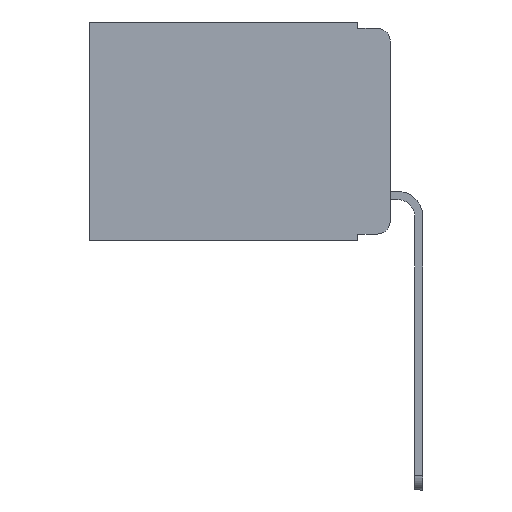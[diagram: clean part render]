
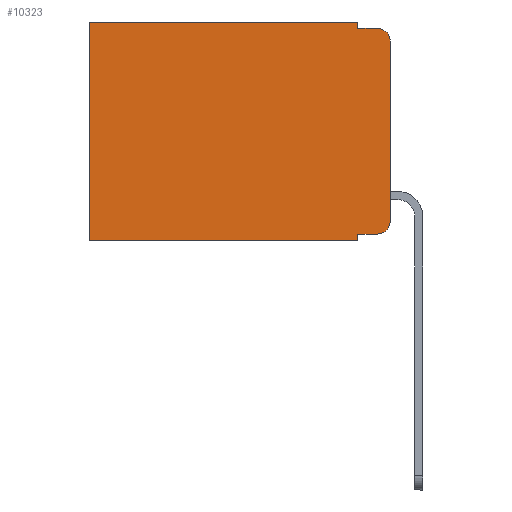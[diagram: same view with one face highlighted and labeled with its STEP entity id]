
A CAD part, left-side view. The second image highlights one B-rep face of the part: STEP entity #10323.
In plain terms, the highlighted planar face has unit normal (-1, 0, 0).
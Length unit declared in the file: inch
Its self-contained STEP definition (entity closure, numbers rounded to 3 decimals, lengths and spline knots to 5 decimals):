
#562 = VECTOR ( 'NONE', #17821, 39.37008 ) ;
#1411 = EDGE_CURVE ( 'NONE', #10312, #19945, #10913, .T. ) ;
#2611 = VERTEX_POINT ( 'NONE', #22480 ) ;
#3029 = CARTESIAN_POINT ( 'NONE',  ( 0.298, 0.02, -0.313 ) ) ;
#3547 = CARTESIAN_POINT ( 'NONE',  ( 0.298, 0.051, 0. ) ) ;
#3845 = LINE ( 'NONE', #4351, #19380 ) ;
#4351 = CARTESIAN_POINT ( 'NONE',  ( 0.298, 0.051, 0. ) ) ;
#4604 = VERTEX_POINT ( 'NONE', #16095 ) ;
#4940 = ORIENTED_EDGE ( 'NONE', *, *, #20794, .T. ) ;
#5704 = CARTESIAN_POINT ( 'NONE',  ( 0.298, 0., -0.03 ) ) ;
#5774 = ORIENTED_EDGE ( 'NONE', *, *, #19738, .F. ) ;
#6074 = VERTEX_POINT ( 'NONE', #5704 ) ;
#6202 = CARTESIAN_POINT ( 'NONE',  ( 0.298, 0., 0. ) ) ;
#6367 = EDGE_CURVE ( 'NONE', #4604, #12465, #22498, .T. ) ;
#6652 = VECTOR ( 'NONE', #10319, 39.37008 ) ;
#6802 = ORIENTED_EDGE ( 'NONE', *, *, #25041, .T. ) ;
#7047 = DIRECTION ( 'NONE',  ( 0., -1., 0. ) ) ;
#7048 = EDGE_CURVE ( 'NONE', #2611, #12465, #16226, .T. ) ;
#7109 = DIRECTION ( 'NONE',  ( -1., 0., 0. ) ) ;
#7308 = CARTESIAN_POINT ( 'NONE',  ( 0.298, 0.051, -0.01 ) ) ;
#7692 = LINE ( 'NONE', #3547, #15188 ) ;
#8007 = LINE ( 'NONE', #6202, #562 ) ;
#8436 = EDGE_CURVE ( 'NONE', #8742, #12832, #24265, .T. ) ;
#8742 = VERTEX_POINT ( 'NONE', #21643 ) ;
#9412 = ORIENTED_EDGE ( 'NONE', *, *, #1411, .F. ) ;
#9744 = VECTOR ( 'NONE', #7047, 39.37008 ) ;
#9905 = DIRECTION ( 'NONE',  ( 0., 1., 0. ) ) ;
#10312 = VERTEX_POINT ( 'NONE', #7308 ) ;
#10319 = DIRECTION ( 'NONE',  ( 0., 0., -1. ) ) ;
#10323 = ADVANCED_FACE ( 'NONE', ( #15200 ), #15447, .F. ) ;
#10643 = CARTESIAN_POINT ( 'NONE',  ( 0.298, 0.051, -0.333 ) ) ;
#10913 = LINE ( 'NONE', #20491, #9744 ) ;
#11542 = EDGE_CURVE ( 'NONE', #23038, #2611, #7692, .T. ) ;
#11831 = VERTEX_POINT ( 'NONE', #18399 ) ;
#11952 = ORIENTED_EDGE ( 'NONE', *, *, #7048, .F. ) ;
#12465 = VERTEX_POINT ( 'NONE', #23585 ) ;
#12541 = CARTESIAN_POINT ( 'NONE',  ( 0.298, 0.02, -0.03 ) ) ;
#12832 = VERTEX_POINT ( 'NONE', #23112 ) ;
#14017 = DIRECTION ( 'NONE',  ( 0., -1., 0. ) ) ;
#14097 = CIRCLE ( 'NONE', #18217, 0.02 ) ;
#14707 = VECTOR ( 'NONE', #18983, 39.37008 ) ;
#14957 = CARTESIAN_POINT ( 'NONE',  ( 0.298, 0.02, -0.01 ) ) ;
#15066 = DIRECTION ( 'NONE',  ( 1., 0., 0. ) ) ;
#15179 = VECTOR ( 'NONE', #9905, 39.37008 ) ;
#15188 = VECTOR ( 'NONE', #19577, 39.37008 ) ;
#15200 = FACE_OUTER_BOUND ( 'NONE', #23912, .T. ) ;
#15447 = PLANE ( 'NONE',  #19661 ) ;
#15519 = ORIENTED_EDGE ( 'NONE', *, *, #21030, .F. ) ;
#16095 = CARTESIAN_POINT ( 'NONE',  ( 0.298, 0.473, 0. ) ) ;
#16226 = LINE ( 'NONE', #18276, #15179 ) ;
#16795 = CARTESIAN_POINT ( 'NONE',  ( 0.298, 0.473, 0. ) ) ;
#17483 = EDGE_CURVE ( 'NONE', #23038, #8742, #18003, .T. ) ;
#17694 = CARTESIAN_POINT ( 'NONE',  ( 0.298, 0., 0. ) ) ;
#17821 = DIRECTION ( 'NONE',  ( 0., 1., 0. ) ) ;
#18003 = LINE ( 'NONE', #21909, #18058 ) ;
#18058 = VECTOR ( 'NONE', #14017, 39.37008 ) ;
#18217 = AXIS2_PLACEMENT_3D ( 'NONE', #12541, #7109, #18484 ) ;
#18276 = CARTESIAN_POINT ( 'NONE',  ( 0.298, 0., -0.343 ) ) ;
#18399 = CARTESIAN_POINT ( 'NONE',  ( 0.298, 0.051, 0. ) ) ;
#18484 = DIRECTION ( 'NONE',  ( 0., 0., -1. ) ) ;
#18791 = DIRECTION ( 'NONE',  ( 0., 0., -1. ) ) ;
#18983 = DIRECTION ( 'NONE',  ( 0., 0., -1. ) ) ;
#19380 = VECTOR ( 'NONE', #19882, 39.37008 ) ;
#19577 = DIRECTION ( 'NONE',  ( 0., 0., -1. ) ) ;
#19661 = AXIS2_PLACEMENT_3D ( 'NONE', #23103, #15066, #23353 ) ;
#19738 = EDGE_CURVE ( 'NONE', #11831, #10312, #3845, .T. ) ;
#19882 = DIRECTION ( 'NONE',  ( 0., 0., -1. ) ) ;
#19945 = VERTEX_POINT ( 'NONE', #14957 ) ;
#20491 = CARTESIAN_POINT ( 'NONE',  ( 0.298, 0.051, -0.01 ) ) ;
#20794 = EDGE_CURVE ( 'NONE', #6074, #19945, #14097, .T. ) ;
#21030 = EDGE_CURVE ( 'NONE', #6074, #12832, #21842, .T. ) ;
#21367 = AXIS2_PLACEMENT_3D ( 'NONE', #3029, #24514, #18791 ) ;
#21643 = CARTESIAN_POINT ( 'NONE',  ( 0.298, 0.02, -0.333 ) ) ;
#21842 = LINE ( 'NONE', #17694, #6652 ) ;
#21873 = ORIENTED_EDGE ( 'NONE', *, *, #6367, .T. ) ;
#21909 = CARTESIAN_POINT ( 'NONE',  ( 0.298, 0.051, -0.333 ) ) ;
#22480 = CARTESIAN_POINT ( 'NONE',  ( 0.298, 0.051, -0.343 ) ) ;
#22498 = LINE ( 'NONE', #16795, #14707 ) ;
#22559 = ORIENTED_EDGE ( 'NONE', *, *, #11542, .F. ) ;
#22664 = ORIENTED_EDGE ( 'NONE', *, *, #8436, .T. ) ;
#23038 = VERTEX_POINT ( 'NONE', #10643 ) ;
#23103 = CARTESIAN_POINT ( 'NONE',  ( 0.298, 0., 0. ) ) ;
#23112 = CARTESIAN_POINT ( 'NONE',  ( 0.298, 0., -0.313 ) ) ;
#23116 = ORIENTED_EDGE ( 'NONE', *, *, #17483, .T. ) ;
#23353 = DIRECTION ( 'NONE',  ( 0., 0., -1. ) ) ;
#23585 = CARTESIAN_POINT ( 'NONE',  ( 0.298, 0.473, -0.343 ) ) ;
#23912 = EDGE_LOOP ( 'NONE', ( #15519, #4940, #9412, #5774, #6802, #21873, #11952, #22559, #23116, #22664 ) ) ;
#24265 = CIRCLE ( 'NONE', #21367, 0.02 ) ;
#24514 = DIRECTION ( 'NONE',  ( -1., 0., 0. ) ) ;
#25041 = EDGE_CURVE ( 'NONE', #11831, #4604, #8007, .T. ) ;
